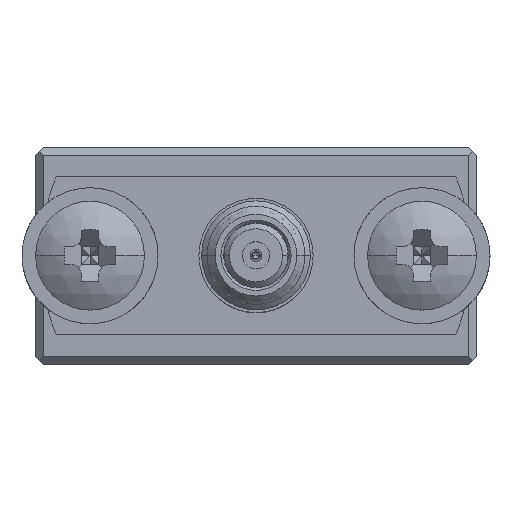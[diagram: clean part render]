
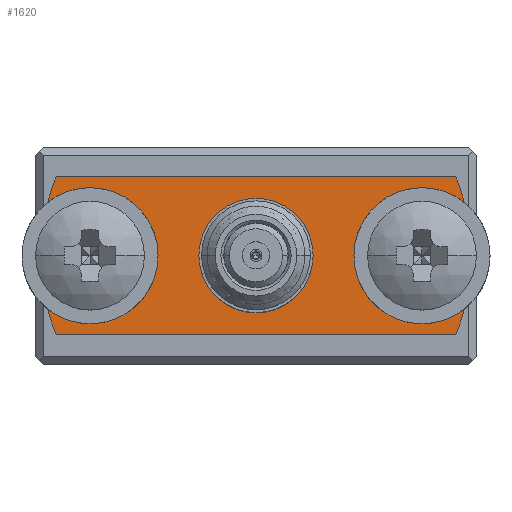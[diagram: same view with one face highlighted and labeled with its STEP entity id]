
A CAD part, top view. The second image highlights one B-rep face of the part: STEP entity #1620.
In plain terms, the highlighted planar face has unit normal (0, 0, 1).
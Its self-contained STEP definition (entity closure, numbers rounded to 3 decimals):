
#187 = AXIS2_PLACEMENT_3D ( 'NONE', #4689, #5715, #9492 ) ;
#195 = VERTEX_POINT ( 'NONE', #399 ) ;
#215 = AXIS2_PLACEMENT_3D ( 'NONE', #9855, #472, #4085 ) ;
#249 = EDGE_CURVE ( 'NONE', #195, #9157, #10672, .T. ) ;
#276 = FACE_OUTER_BOUND ( 'NONE', #9103, .T. ) ;
#298 = CIRCLE ( 'NONE', #10417, 2.1 ) ;
#399 = CARTESIAN_POINT ( 'NONE',  ( -3.6, 0., 5.2 ) ) ;
#472 = DIRECTION ( 'NONE',  ( 0., 0., -1. ) ) ;
#624 = DIRECTION ( 'NONE',  ( 0., 0., -1. ) ) ;
#646 = VERTEX_POINT ( 'NONE', #10059 ) ;
#795 = DIRECTION ( 'NONE',  ( 0.93, 0.367, 0. ) ) ;
#895 = CIRCLE ( 'NONE', #1293, 7.9 ) ;
#1195 = PLANE ( 'NONE',  #6228 ) ;
#1293 = AXIS2_PLACEMENT_3D ( 'NONE', #10559, #11534, #6786 ) ;
#1613 = VERTEX_POINT ( 'NONE', #5886 ) ;
#1620 = ADVANCED_FACE ( 'NONE', ( #276, #9720 ), #1195, .F. ) ;
#1621 = VERTEX_POINT ( 'NONE', #7645 ) ;
#1712 = DIRECTION ( 'NONE',  ( 0., 0., -1. ) ) ;
#1948 = VERTEX_POINT ( 'NONE', #7385 ) ;
#2043 = ORIENTED_EDGE ( 'NONE', *, *, #5172, .F. ) ;
#2047 = ORIENTED_EDGE ( 'NONE', *, *, #2743, .T. ) ;
#2271 = DIRECTION ( 'NONE',  ( 0., 0., -1. ) ) ;
#2295 = CARTESIAN_POINT ( 'NONE',  ( -6.1, 0., 5.2 ) ) ;
#2525 = DIRECTION ( 'NONE',  ( 1., 0., 0. ) ) ;
#2743 = EDGE_CURVE ( 'NONE', #1948, #646, #5832, .T. ) ;
#2791 = LINE ( 'NONE', #6499, #7503 ) ;
#2799 = CIRCLE ( 'NONE', #9604, 7.9 ) ;
#2855 = CARTESIAN_POINT ( 'NONE',  ( 7.348, -2.9, 5.2 ) ) ;
#3283 = EDGE_CURVE ( 'NONE', #646, #5766, #7784, .T. ) ;
#3650 = ORIENTED_EDGE ( 'NONE', *, *, #3921, .F. ) ;
#3885 = DIRECTION ( 'NONE',  ( 0., 0., -1. ) ) ;
#3921 = EDGE_CURVE ( 'NONE', #8915, #1613, #4488, .T. ) ;
#4085 = DIRECTION ( 'NONE',  ( -0.969, 0.248, 0. ) ) ;
#4104 = CARTESIAN_POINT ( 'NONE',  ( -7.348, 2.9, 5.2 ) ) ;
#4125 = DIRECTION ( 'NONE',  ( 0., -1., 0. ) ) ;
#4230 = CARTESIAN_POINT ( 'NONE',  ( 6.1, 0., 5.2 ) ) ;
#4488 = CIRCLE ( 'NONE', #215, 7.9 ) ;
#4689 = CARTESIAN_POINT ( 'NONE',  ( 6.1, 0., 5.2 ) ) ;
#5001 = CARTESIAN_POINT ( 'NONE',  ( 7.653, 1.959, 5.2 ) ) ;
#5071 = DIRECTION ( 'NONE',  ( 1., 0., 0. ) ) ;
#5111 = EDGE_LOOP ( 'NONE', ( #6023, #2043 ) ) ;
#5172 = EDGE_CURVE ( 'NONE', #11959, #1621, #7449, .T. ) ;
#5304 = CARTESIAN_POINT ( 'NONE',  ( 0., 0., 5.2 ) ) ;
#5378 = CARTESIAN_POINT ( 'NONE',  ( 0., 0., 5.2 ) ) ;
#5474 = CARTESIAN_POINT ( 'NONE',  ( -6.1, 0., 5.2 ) ) ;
#5548 = CIRCLE ( 'NONE', #10017, 2.5 ) ;
#5551 = EDGE_CURVE ( 'NONE', #5856, #5766, #2799, .T. ) ;
#5715 = DIRECTION ( 'NONE',  ( 0., 0., -1. ) ) ;
#5766 = VERTEX_POINT ( 'NONE', #5001 ) ;
#5832 = CIRCLE ( 'NONE', #187, 2.5 ) ;
#5856 = VERTEX_POINT ( 'NONE', #8155 ) ;
#5858 = ORIENTED_EDGE ( 'NONE', *, *, #6985, .T. ) ;
#5886 = CARTESIAN_POINT ( 'NONE',  ( -7.348, 2.9, 5.2 ) ) ;
#5889 = ORIENTED_EDGE ( 'NONE', *, *, #5551, .F. ) ;
#6023 = ORIENTED_EDGE ( 'NONE', *, *, #6964, .F. ) ;
#6228 = AXIS2_PLACEMENT_3D ( 'NONE', #8686, #3885, #4125 ) ;
#6499 = CARTESIAN_POINT ( 'NONE',  ( -7.348, -2.9, 5.2 ) ) ;
#6639 = ORIENTED_EDGE ( 'NONE', *, *, #11241, .F. ) ;
#6786 = DIRECTION ( 'NONE',  ( 0.969, -0.248, 0. ) ) ;
#6954 = VERTEX_POINT ( 'NONE', #10891 ) ;
#6964 = EDGE_CURVE ( 'NONE', #1621, #11959, #298, .T. ) ;
#6985 = EDGE_CURVE ( 'NONE', #8915, #195, #5548, .T. ) ;
#7014 = LINE ( 'NONE', #4104, #9487 ) ;
#7236 = DIRECTION ( 'NONE',  ( 0., 0., 1. ) ) ;
#7385 = CARTESIAN_POINT ( 'NONE',  ( 7.653, -1.959, 5.2 ) ) ;
#7449 = CIRCLE ( 'NONE', #7653, 2.1 ) ;
#7503 = VECTOR ( 'NONE', #10216, 1000. ) ;
#7645 = CARTESIAN_POINT ( 'NONE',  ( 2.1, 0., 5.2 ) ) ;
#7653 = AXIS2_PLACEMENT_3D ( 'NONE', #5378, #12013, #9089 ) ;
#7784 = CIRCLE ( 'NONE', #9331, 2.5 ) ;
#7903 = EDGE_CURVE ( 'NONE', #1948, #9188, #895, .T. ) ;
#7917 = ORIENTED_EDGE ( 'NONE', *, *, #11195, .F. ) ;
#7927 = CARTESIAN_POINT ( 'NONE',  ( 0., 0., 5.2 ) ) ;
#7934 = DIRECTION ( 'NONE',  ( -1., 0., 0. ) ) ;
#8155 = CARTESIAN_POINT ( 'NONE',  ( 7.348, 2.9, 5.2 ) ) ;
#8539 = AXIS2_PLACEMENT_3D ( 'NONE', #2295, #11780, #2525 ) ;
#8686 = CARTESIAN_POINT ( 'NONE',  ( 0., 0., 5.2 ) ) ;
#8915 = VERTEX_POINT ( 'NONE', #11451 ) ;
#9089 = DIRECTION ( 'NONE',  ( -1., 0., 0. ) ) ;
#9103 = EDGE_LOOP ( 'NONE', ( #7917, #10295, #9776, #2047, #11529, #5889, #6639, #3650, #5858, #9255 ) ) ;
#9149 = EDGE_CURVE ( 'NONE', #6954, #9188, #2791, .T. ) ;
#9157 = VERTEX_POINT ( 'NONE', #11919 ) ;
#9180 = DIRECTION ( 'NONE',  ( 0., 0., -1. ) ) ;
#9188 = VERTEX_POINT ( 'NONE', #2855 ) ;
#9239 = DIRECTION ( 'NONE',  ( -0.621, 0.784, 0. ) ) ;
#9255 = ORIENTED_EDGE ( 'NONE', *, *, #249, .T. ) ;
#9331 = AXIS2_PLACEMENT_3D ( 'NONE', #4230, #624, #7934 ) ;
#9487 = VECTOR ( 'NONE', #5071, 1000. ) ;
#9492 = DIRECTION ( 'NONE',  ( 0.621, -0.784, 0. ) ) ;
#9604 = AXIS2_PLACEMENT_3D ( 'NONE', #5304, #1712, #795 ) ;
#9634 = DIRECTION ( 'NONE',  ( -0.93, -0.367, 0. ) ) ;
#9672 = CARTESIAN_POINT ( 'NONE',  ( -2.1, 0., 5.2 ) ) ;
#9720 = FACE_BOUND ( 'NONE', #5111, .T. ) ;
#9776 = ORIENTED_EDGE ( 'NONE', *, *, #7903, .F. ) ;
#9855 = CARTESIAN_POINT ( 'NONE',  ( 0., 0., 5.2 ) ) ;
#10017 = AXIS2_PLACEMENT_3D ( 'NONE', #5474, #9180, #9239 ) ;
#10059 = CARTESIAN_POINT ( 'NONE',  ( 3.6, 0., 5.2 ) ) ;
#10216 = DIRECTION ( 'NONE',  ( 1., 0., 0. ) ) ;
#10295 = ORIENTED_EDGE ( 'NONE', *, *, #9149, .T. ) ;
#10417 = AXIS2_PLACEMENT_3D ( 'NONE', #11011, #7236, #11073 ) ;
#10559 = CARTESIAN_POINT ( 'NONE',  ( 0., 0., 5.2 ) ) ;
#10672 = CIRCLE ( 'NONE', #8539, 2.5 ) ;
#10891 = CARTESIAN_POINT ( 'NONE',  ( -7.348, -2.9, 5.2 ) ) ;
#11011 = CARTESIAN_POINT ( 'NONE',  ( 0., 0., 5.2 ) ) ;
#11073 = DIRECTION ( 'NONE',  ( 1., 0., 0. ) ) ;
#11195 = EDGE_CURVE ( 'NONE', #6954, #9157, #11438, .T. ) ;
#11241 = EDGE_CURVE ( 'NONE', #1613, #5856, #7014, .T. ) ;
#11438 = CIRCLE ( 'NONE', #11819, 7.9 ) ;
#11451 = CARTESIAN_POINT ( 'NONE',  ( -7.653, 1.959, 5.2 ) ) ;
#11529 = ORIENTED_EDGE ( 'NONE', *, *, #3283, .T. ) ;
#11534 = DIRECTION ( 'NONE',  ( 0., 0., -1. ) ) ;
#11780 = DIRECTION ( 'NONE',  ( 0., 0., -1. ) ) ;
#11819 = AXIS2_PLACEMENT_3D ( 'NONE', #7927, #2271, #9634 ) ;
#11919 = CARTESIAN_POINT ( 'NONE',  ( -7.653, -1.959, 5.2 ) ) ;
#11959 = VERTEX_POINT ( 'NONE', #9672 ) ;
#12013 = DIRECTION ( 'NONE',  ( 0., 0., 1. ) ) ;
